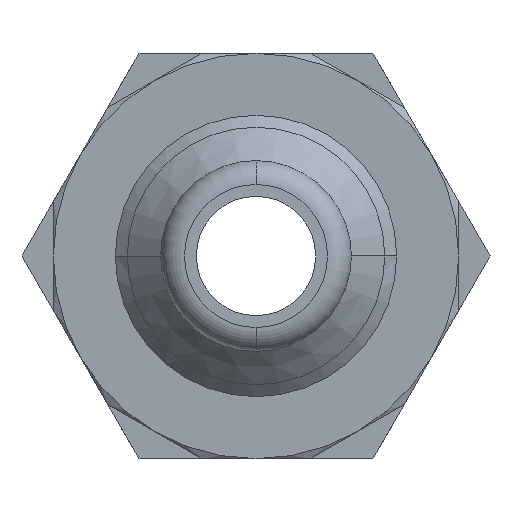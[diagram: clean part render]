
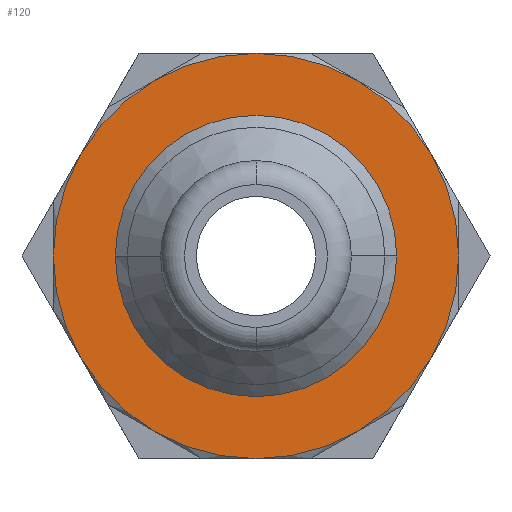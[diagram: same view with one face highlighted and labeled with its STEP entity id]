
A CAD part, front view. The second image highlights one B-rep face of the part: STEP entity #120.
In plain terms, the highlighted planar face has unit normal (0, -1, 0).
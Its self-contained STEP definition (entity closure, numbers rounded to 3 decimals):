
#120=ADVANCED_FACE('',(#282,#283),#284,.T.);
#282=FACE_OUTER_BOUND('',#485,.T.);
#283=FACE_BOUND('',#486,.T.);
#284=PLANE('',#487);
#485=EDGE_LOOP('',(#761,#762,#763,#764,#765,#766,#767,#768,#769,#770,#771,#772));
#486=EDGE_LOOP('',(#773,#774));
#487=AXIS2_PLACEMENT_3D('',#775,#776,#777);
#761=ORIENTED_EDGE('',*,*,#1259,.F.);
#762=ORIENTED_EDGE('',*,*,#1196,.F.);
#763=ORIENTED_EDGE('',*,*,#1260,.F.);
#764=ORIENTED_EDGE('',*,*,#1261,.F.);
#765=ORIENTED_EDGE('',*,*,#1236,.F.);
#766=ORIENTED_EDGE('',*,*,#1188,.F.);
#767=ORIENTED_EDGE('',*,*,#1262,.F.);
#768=ORIENTED_EDGE('',*,*,#1263,.F.);
#769=ORIENTED_EDGE('',*,*,#1264,.F.);
#770=ORIENTED_EDGE('',*,*,#1184,.F.);
#771=ORIENTED_EDGE('',*,*,#1265,.F.);
#772=ORIENTED_EDGE('',*,*,#1192,.F.);
#773=ORIENTED_EDGE('',*,*,#1252,.F.);
#774=ORIENTED_EDGE('',*,*,#1266,.F.);
#775=CARTESIAN_POINT('',(4.25,24.0,0.0));
#776=DIRECTION('',(-0.0,-1.0,-0.0));
#777=DIRECTION('',(-1.0,0.0,0.0));
#1184=EDGE_CURVE('',#1395,#1397,#1398,.T.);
#1188=EDGE_CURVE('',#1402,#1404,#1405,.T.);
#1192=EDGE_CURVE('',#1409,#1411,#1412,.T.);
#1196=EDGE_CURVE('',#1416,#1418,#1419,.T.);
#1236=EDGE_CURVE('',#1404,#1482,#1486,.T.);
#1252=EDGE_CURVE('',#1512,#1508,#1514,.T.);
#1259=EDGE_CURVE('',#1418,#1409,#1525,.T.);
#1260=EDGE_CURVE('',#1526,#1416,#1527,.T.);
#1261=EDGE_CURVE('',#1482,#1526,#1528,.T.);
#1262=EDGE_CURVE('',#1529,#1402,#1530,.T.);
#1263=EDGE_CURVE('',#1531,#1529,#1532,.T.);
#1264=EDGE_CURVE('',#1397,#1531,#1533,.T.);
#1265=EDGE_CURVE('',#1411,#1395,#1534,.T.);
#1266=EDGE_CURVE('',#1508,#1512,#1535,.T.);
#1395=VERTEX_POINT('',#1693);
#1397=VERTEX_POINT('',#1706);
#1398=CIRCLE('',#1707,8.5);
#1402=VERTEX_POINT('',#1722);
#1404=VERTEX_POINT('',#1735);
#1405=CIRCLE('',#1736,8.5);
#1409=VERTEX_POINT('',#1751);
#1411=VERTEX_POINT('',#1764);
#1412=CIRCLE('',#1765,8.5);
#1416=VERTEX_POINT('',#1780);
#1418=VERTEX_POINT('',#1793);
#1419=CIRCLE('',#1794,8.5);
#1482=VERTEX_POINT('',#1962);
#1486=CIRCLE('',#1988,8.5);
#1508=VERTEX_POINT('',#2010);
#1512=VERTEX_POINT('',#2015);
#1514=CIRCLE('',#2018,5.9);
#1525=CIRCLE('',#2031,8.5);
#1526=VERTEX_POINT('',#2032);
#1527=CIRCLE('',#2033,8.5);
#1528=CIRCLE('',#2034,8.5);
#1529=VERTEX_POINT('',#2035);
#1530=CIRCLE('',#2036,8.5);
#1531=VERTEX_POINT('',#2037);
#1532=CIRCLE('',#2038,8.5);
#1533=CIRCLE('',#2039,8.5);
#1534=CIRCLE('',#2040,8.5);
#1535=CIRCLE('',#2041,5.9);
#1693=CARTESIAN_POINT('',(4.25,24.0,-7.361));
#1706=CARTESIAN_POINT('',(0.0,24.0,-8.5));
#1707=AXIS2_PLACEMENT_3D('',#2443,#2444,#2445);
#1722=CARTESIAN_POINT('',(-8.5,24.0,0.));
#1735=CARTESIAN_POINT('',(-7.361,24.0,4.25));
#1736=AXIS2_PLACEMENT_3D('',#2446,#2447,#2448);
#1751=CARTESIAN_POINT('',(8.5,24.0,0.));
#1764=CARTESIAN_POINT('',(7.361,24.0,-4.25));
#1765=AXIS2_PLACEMENT_3D('',#2449,#2450,#2451);
#1780=CARTESIAN_POINT('',(4.25,24.0,7.361));
#1793=CARTESIAN_POINT('',(7.361,24.0,4.25));
#1794=AXIS2_PLACEMENT_3D('',#2452,#2453,#2454);
#1962=CARTESIAN_POINT('',(-4.25,24.0,7.361));
#1988=AXIS2_PLACEMENT_3D('',#2484,#2485,#2486);
#2010=CARTESIAN_POINT('',(5.9,24.0,0.));
#2015=CARTESIAN_POINT('',(-5.9,24.0,0.));
#2018=AXIS2_PLACEMENT_3D('',#2519,#2520,#2521);
#2031=AXIS2_PLACEMENT_3D('',#2530,#2531,#2532);
#2032=CARTESIAN_POINT('',(0.,24.0,8.5));
#2033=AXIS2_PLACEMENT_3D('',#2533,#2534,#2535);
#2034=AXIS2_PLACEMENT_3D('',#2536,#2537,#2538);
#2035=CARTESIAN_POINT('',(-7.361,24.0,-4.25));
#2036=AXIS2_PLACEMENT_3D('',#2539,#2540,#2541);
#2037=CARTESIAN_POINT('',(-4.25,24.0,-7.361));
#2038=AXIS2_PLACEMENT_3D('',#2542,#2543,#2544);
#2039=AXIS2_PLACEMENT_3D('',#2545,#2546,#2547);
#2040=AXIS2_PLACEMENT_3D('',#2548,#2549,#2550);
#2041=AXIS2_PLACEMENT_3D('',#2551,#2552,#2553);
#2443=CARTESIAN_POINT('',(0.0,24.0,0.0));
#2444=DIRECTION('',(-0.0,1.0,0.0));
#2445=DIRECTION('',(1.0,0.0,0.0));
#2446=CARTESIAN_POINT('',(0.0,24.0,0.0));
#2447=DIRECTION('',(-0.0,1.0,0.0));
#2448=DIRECTION('',(1.0,0.0,0.0));
#2449=CARTESIAN_POINT('',(0.0,24.0,0.0));
#2450=DIRECTION('',(-0.0,1.0,0.0));
#2451=DIRECTION('',(1.0,0.0,0.0));
#2452=CARTESIAN_POINT('',(0.0,24.0,0.0));
#2453=DIRECTION('',(-0.0,1.0,0.0));
#2454=DIRECTION('',(1.0,0.0,0.0));
#2484=CARTESIAN_POINT('',(0.0,24.0,0.0));
#2485=DIRECTION('',(-0.0,1.0,0.0));
#2486=DIRECTION('',(1.0,0.0,0.0));
#2519=CARTESIAN_POINT('',(0.0,24.0,0.0));
#2520=DIRECTION('',(0.0,-1.0,0.0));
#2521=DIRECTION('',(1.0,0.0,0.0));
#2530=CARTESIAN_POINT('',(0.0,24.0,0.0));
#2531=DIRECTION('',(-0.0,1.0,0.0));
#2532=DIRECTION('',(1.0,0.0,0.0));
#2533=CARTESIAN_POINT('',(0.0,24.0,0.0));
#2534=DIRECTION('',(-0.0,1.0,0.0));
#2535=DIRECTION('',(1.0,0.0,0.0));
#2536=CARTESIAN_POINT('',(0.0,24.0,0.0));
#2537=DIRECTION('',(-0.0,1.0,0.0));
#2538=DIRECTION('',(1.0,0.0,0.0));
#2539=CARTESIAN_POINT('',(0.0,24.0,0.0));
#2540=DIRECTION('',(-0.0,1.0,0.0));
#2541=DIRECTION('',(1.0,0.0,0.0));
#2542=CARTESIAN_POINT('',(0.0,24.0,0.0));
#2543=DIRECTION('',(-0.0,1.0,0.0));
#2544=DIRECTION('',(1.0,0.0,0.0));
#2545=CARTESIAN_POINT('',(0.0,24.0,0.0));
#2546=DIRECTION('',(-0.0,1.0,0.0));
#2547=DIRECTION('',(1.0,0.0,0.0));
#2548=CARTESIAN_POINT('',(0.0,24.0,0.0));
#2549=DIRECTION('',(-0.0,1.0,0.0));
#2550=DIRECTION('',(1.0,0.0,0.0));
#2551=CARTESIAN_POINT('',(0.0,24.0,0.0));
#2552=DIRECTION('',(0.0,-1.0,0.0));
#2553=DIRECTION('',(1.0,0.0,0.0));
